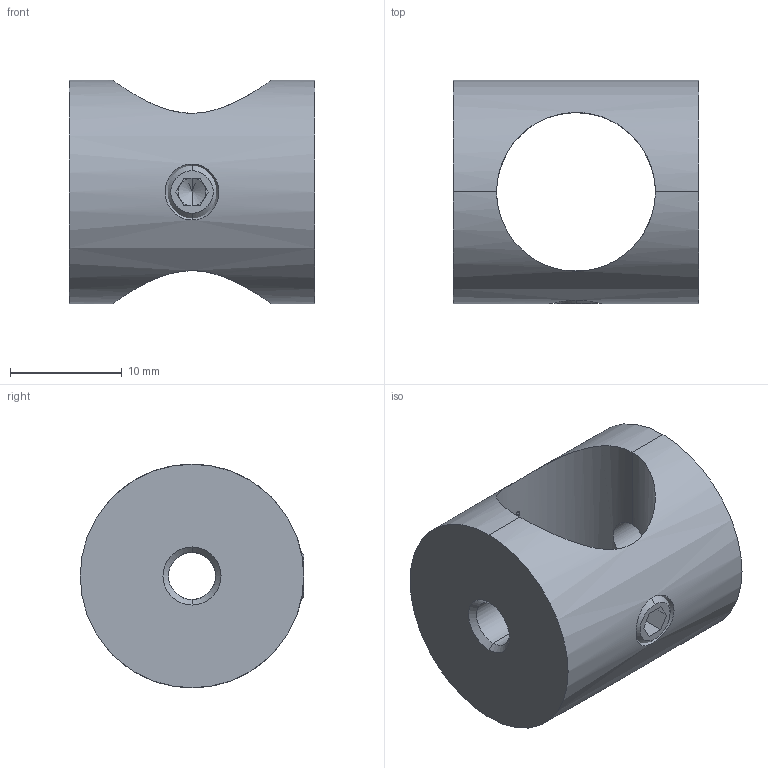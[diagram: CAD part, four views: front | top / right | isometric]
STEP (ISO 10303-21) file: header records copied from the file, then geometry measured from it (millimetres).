
FILE_DESCRIPTION (( 'STEP AP203' ), '1' );
FILE_NAME ('50497-240.step', '2020-10-12T11:19:37', ( '' ), ( '' ), 'SwSTEP 2.0', 'SolidWorks 2018', '' );
FILE_SCHEMA (( 'CONFIG_CONTROL_DESIGN' ));
Length unit declared in the file: millimetre
Products named in the file (6): 5049X-240 Teil1; DIN913; 5049X-240 Teil1_50497-240 Teil1; 50497-240; DIN913_DIN 913 M5x3
Assembly tree (3 placements, depth 2):
  5049X-240 Teil1
  50497-240
    5049X-240 Teil1_50497-240 Teil1
    DIN913_DIN 913 M5x3
  50497-240
    DIN913
Bounding box: 22 x 20 x 20 mm (x, y, z)
Volume: 3841.9 mm3; surface area: 2579.5 mm2
Topology: 2 solids, 2 shells, 259 faces, 680 edges, 446 vertices
Faces by surface type: plane 121, bspline 91, cylinder 37, cone 10
Entity records: 15242 total; most frequent: CARTESIAN_POINT 8916, ORIENTED_EDGE 1354, DIRECTION 924, EDGE_CURVE 677, VERTEX_POINT 444, VECTOR 334, LINE 334, AXIS2_PLACEMENT_3D 295
